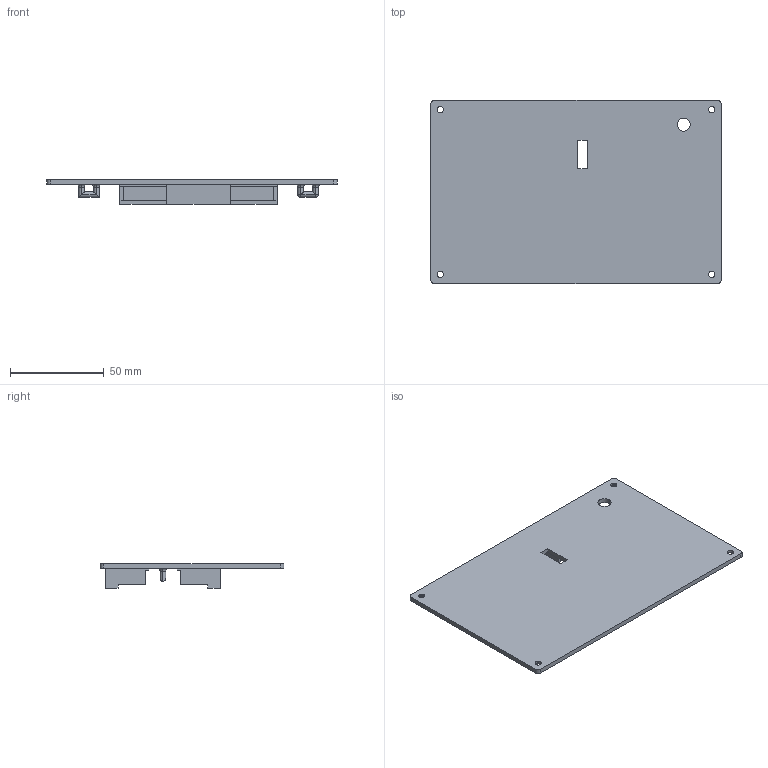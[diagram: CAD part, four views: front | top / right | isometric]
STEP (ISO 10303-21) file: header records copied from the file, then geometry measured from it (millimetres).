
FILE_DESCRIPTION (( 'STEP AP203' ), '1' );
FILE_NAME ('pokrywa v2.1.STEP', '2023-04-20T20:01:36', ( '' ), ( '' ), 'SwSTEP 2.0', 'SolidWorks 2022', '' );
FILE_SCHEMA (( 'CONFIG_CONTROL_DESIGN' ));
Length unit declared in the file: millimetre
Products named in the file (1): pokrywa v2.1
Bounding box: 155 x 98 x 13.3 mm (x, y, z)
Volume: 43059 mm3; surface area: 37473.4 mm2
Topology: 1 solids, 1 shells, 236 faces, 603 edges, 380 vertices
Faces by surface type: plane 116, bspline 54, cylinder 38, torus 16, cone 8, sphere 4
Entity records: 10014 total; most frequent: CARTESIAN_POINT 4562, ORIENTED_EDGE 1198, DIRECTION 939, EDGE_CURVE 599, LINE 385, VECTOR 385, VERTEX_POINT 380, AXIS2_PLACEMENT_3D 277
